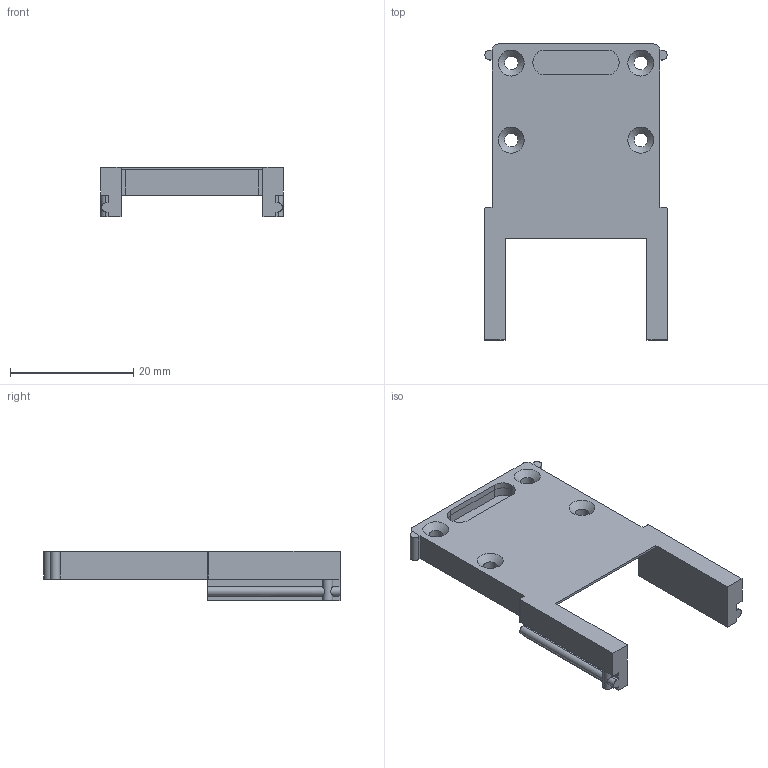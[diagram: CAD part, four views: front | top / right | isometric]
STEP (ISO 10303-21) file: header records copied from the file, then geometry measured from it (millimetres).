
FILE_DESCRIPTION(('FreeCAD Model'),'2;1');
FILE_NAME('cam_bot3.step', '2019-04-09T10:52:41',('Anool'),('Wyolum'), 'Open CASCADE STEP processor 7.3','FreeCAD','Unknown');
FILE_SCHEMA(('AUTOMOTIVE_DESIGN { 1 0 10303 214 1 1 1 1 }'));
Length unit declared in the file: millimetre
Products named in the file (1): cam_bot
Bounding box: 29.6 x 48 x 8 mm (x, y, z)
Volume: 2297.9 mm3; surface area: 3782.5 mm2
Topology: 1 solids, 1 shells, 115 faces, 309 edges, 198 vertices
Faces by surface type: plane 75, cylinder 36, cone 4
Full cylindrical faces by diameter (mm): 2.2 x4
Entity records: 3816 total; most frequent: CARTESIAN_POINT 853, ORIENTED_EDGE 618, DIRECTION 609, EDGE_CURVE 309, LINE 221, VECTOR 221, VERTEX_POINT 198, AXIS2_PLACEMENT_3D 194
